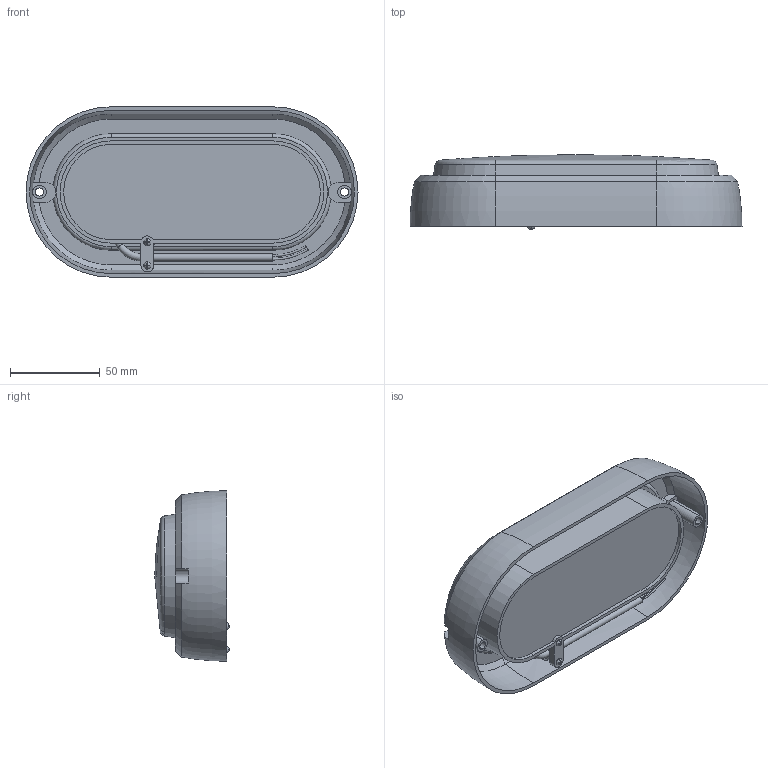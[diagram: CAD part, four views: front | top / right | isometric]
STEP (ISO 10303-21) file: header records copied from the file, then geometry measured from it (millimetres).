
FILE_DESCRIPTION (( 'STEP AP203' ), '1' );
FILE_NAME ('LDPO0-4011-8-4000-K01 Ñâåòèëüíèê LED ÄÏÎ 4011 8Âò IP54 4000K îâàë áåëûé IEK.STEP', '2018-04-11T14:08:52', ( '' ), ( '' ), 'SwSTEP 2.0', 'SolidWorks 2014', '' );
FILE_SCHEMA (( 'CONFIG_CONTROL_DESIGN' ));
Length unit declared in the file: millimetre
Products named in the file (1): LDPO0-4011-8-4000-K01 Ñâåòèëüíèê LED ÄÏÎ 4011 8Âò IP54 4000K îâàë áåëûé IEK
Bounding box: 185 x 41.48 x 95 mm (x, y, z)
Volume: 357734.8 mm3; surface area: 68181.8 mm2
Topology: 1 solids, 1 shells, 141 faces, 387 edges, 258 vertices
Faces by surface type: plane 68, cylinder 42, torus 20, cone 10, bspline 1
Entity records: 5278 total; most frequent: CARTESIAN_POINT 1590, ORIENTED_EDGE 774, DIRECTION 751, EDGE_CURVE 387, AXIS2_PLACEMENT_3D 295, VERTEX_POINT 258, VECTOR 161, LINE 161
